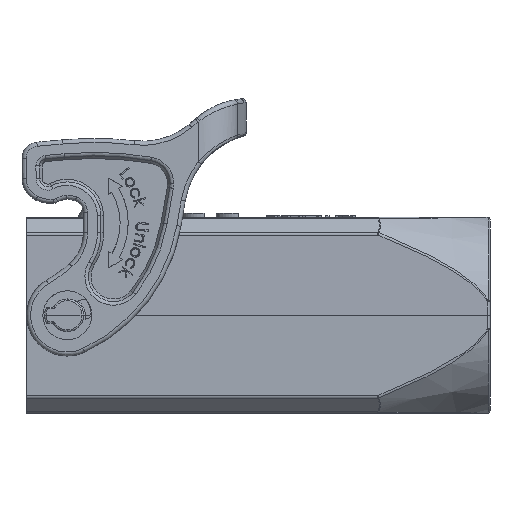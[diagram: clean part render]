
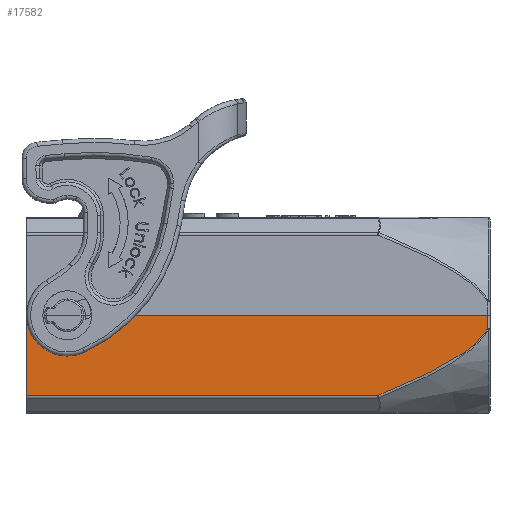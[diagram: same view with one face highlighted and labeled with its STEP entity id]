
A CAD part, front view. The second image highlights one B-rep face of the part: STEP entity #17582.
In plain terms, the highlighted planar face has unit normal (0, -1, -0.004).
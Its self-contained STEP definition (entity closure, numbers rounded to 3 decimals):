
#591=DIRECTION('',(0.,-0.003,1.));
#592=VECTOR('',#591,9.829);
#593=CARTESIAN_POINT('',(-19.702,-11.966,
-9.829));
#594=LINE('',#593,#592);
#809=DIRECTION('',(-1.,0.,0.));
#810=VECTOR('',#809,43.065);
#811=CARTESIAN_POINT('',(23.362,-11.966,-9.829));
#812=LINE('',#811,#810);
#817=CARTESIAN_POINT('',(-10.406,-12.,
0.));
#818=CARTESIAN_POINT('',(-10.405,-11.998,
-0.585));
#819=CARTESIAN_POINT('',(-10.633,-11.994,
-1.77));
#820=CARTESIAN_POINT('',(-11.632,-11.989,
-3.292));
#821=CARTESIAN_POINT('',(-13.153,-11.985,
-4.318));
#822=CARTESIAN_POINT('',(-14.352,-11.984,
-4.558));
#823=CARTESIAN_POINT('',(-14.952,-11.984,
-4.558));
#825=CARTESIAN_POINT('',(23.362,-11.966,-9.829));
#826=CARTESIAN_POINT('',(24.601,-11.967,-9.333));
#827=CARTESIAN_POINT('',(27.061,-11.971,-8.304));
#828=CARTESIAN_POINT('',(30.089,-11.976,-6.868));
#829=CARTESIAN_POINT('',(32.428,-11.981,-5.565));
#830=CARTESIAN_POINT('',(34.119,-11.984,-4.469));
#831=CARTESIAN_POINT('',(35.283,-11.988,-3.526));
#832=CARTESIAN_POINT('',(35.976,-11.99,-2.802));
#833=CARTESIAN_POINT('',(36.391,-11.992,-2.309));
#834=CARTESIAN_POINT('',(36.655,-11.993,-1.915));
#835=CARTESIAN_POINT('',(36.798,-11.994,-1.646));
#848=DIRECTION('',(1.,0.,0.));
#849=VECTOR('',#848,47.204);
#850=CARTESIAN_POINT('',(-10.406,-12.,
0.));
#851=LINE('',#850,#849);
#858=CARTESIAN_POINT('',(-10.406,-12.,
0.));
#860=DIRECTION('',(1.,0.,0.));
#861=VECTOR('',#860,3.);
#862=CARTESIAN_POINT('',(-19.702,-12.,0.));
#863=LINE('',#862,#861);
#900=DIRECTION('',(0.,0.003,-1.));
#901=VECTOR('',#900,1.646);
#902=CARTESIAN_POINT('',(36.798,-12.,0.));
#903=LINE('',#902,#901);
#1187=DIRECTION('',(0.003,0.003,-1.));
#1188=VECTOR('',#1187,4.558);
#1189=CARTESIAN_POINT('',(-16.702,-12.,0.));
#1190=LINE('',#1189,#1188);
#6204=DIRECTION('',(1.,0.,0.));
#6205=VECTOR('',#6204,1.734);
#6206=CARTESIAN_POINT('',(-16.686,-11.984,
-4.558));
#6207=LINE('',#6206,#6205);
#15065=CARTESIAN_POINT('',(-19.702,-11.966,
-9.829));
#15066=VERTEX_POINT('',#15065);
#15067=CARTESIAN_POINT('',(-19.702,-12.,0.));
#15069=VERTEX_POINT('',#15067);
#15096=VERTEX_POINT('',#858);
#15097=CARTESIAN_POINT('',(36.798,-12.,
0.));
#15098=VERTEX_POINT('',#15097);
#15200=CARTESIAN_POINT('',(-14.952,-11.984,
-4.558));
#15201=VERTEX_POINT('',#15200);
#15242=CARTESIAN_POINT('',(36.798,-11.994,
-1.646));
#15244=VERTEX_POINT('',#15242);
#15247=CARTESIAN_POINT('',(23.362,-11.966,
-9.829));
#15248=VERTEX_POINT('',#15247);
#16524=CARTESIAN_POINT('',(-16.702,-12.,0.));
#16526=VERTEX_POINT('',#16524);
#16528=CARTESIAN_POINT('',(-16.686,-11.984,
-4.558));
#16529=VERTEX_POINT('',#16528);
#17559=CARTESIAN_POINT('',(-19.702,-12.,0.));
#17560=DIRECTION('',(0.,-1.,-0.003));
#17561=DIRECTION('',(0.,0.003,-1.));
#17562=AXIS2_PLACEMENT_3D('',#17559,#17560,#17561);
#17563=PLANE('',#17562);
#17564=ORIENTED_EDGE('',*,*,#17551,.T.);
#17565=ORIENTED_EDGE('',*,*,#17217,.T.);
#17567=ORIENTED_EDGE('',*,*,#17566,.T.);
#17569=ORIENTED_EDGE('',*,*,#17568,.T.);
#17571=ORIENTED_EDGE('',*,*,#17570,.T.);
#17573=ORIENTED_EDGE('',*,*,#17572,.F.);
#17575=ORIENTED_EDGE('',*,*,#17574,.T.);
#17577=ORIENTED_EDGE('',*,*,#17576,.T.);
#17579=ORIENTED_EDGE('',*,*,#17578,.F.);
#17580=EDGE_LOOP('',(#17564,#17565,#17567,#17569,#17571,#17573,#17575,#17577,
#17579));
#17581=FACE_OUTER_BOUND('',#17580,.F.);
#824=B_SPLINE_CURVE_WITH_KNOTS('',3,(#817,#818,#819,#820,#821,#822,#823),
.UNSPECIFIED.,.F.,.F.,(4,1,1,1,4),(0.,0.245,0.497,
0.748,1.),.UNSPECIFIED.);
#836=B_SPLINE_CURVE_WITH_KNOTS('',3,(#825,#826,#827,#828,#829,#830,#831,#832,
#833,#834,#835),.UNSPECIFIED.,.F.,.F.,(4,1,1,1,1,1,1,1,4),(0.,
0.252,0.503,0.629,0.755,
0.88,0.912,0.943,1.),.UNSPECIFIED.);
#17217=EDGE_CURVE('',#15066,#15069,#594,.T.);
#17551=EDGE_CURVE('',#15248,#15066,#812,.T.);
#17566=EDGE_CURVE('',#15069,#16526,#863,.T.);
#17568=EDGE_CURVE('',#16526,#16529,#1190,.T.);
#17570=EDGE_CURVE('',#16529,#15201,#6207,.T.);
#17572=EDGE_CURVE('',#15096,#15201,#824,.T.);
#17574=EDGE_CURVE('',#15096,#15098,#851,.T.);
#17576=EDGE_CURVE('',#15098,#15244,#903,.T.);
#17578=EDGE_CURVE('',#15248,#15244,#836,.T.);
#17582=ADVANCED_FACE('',(#17581),#17563,.T.);
